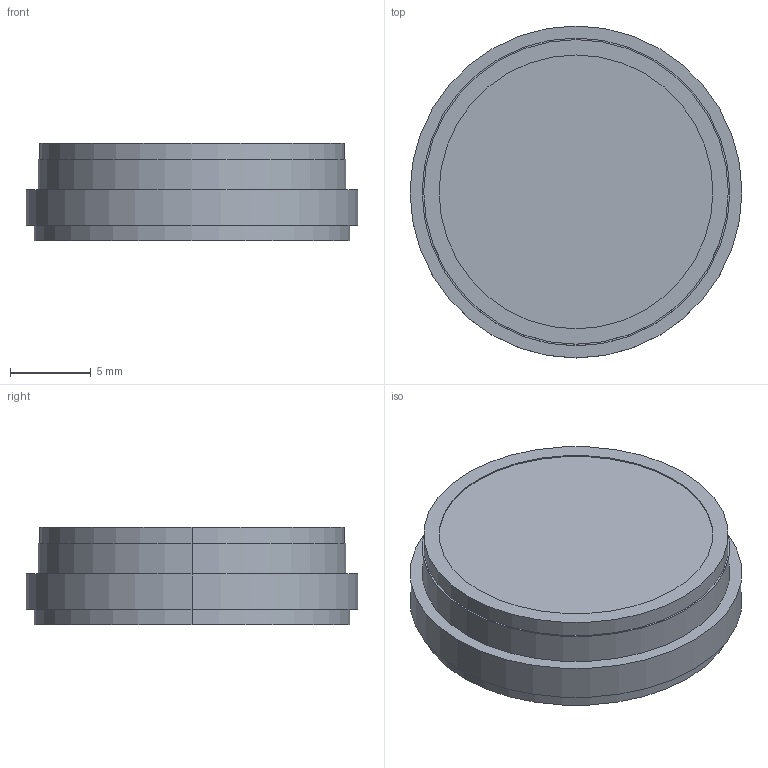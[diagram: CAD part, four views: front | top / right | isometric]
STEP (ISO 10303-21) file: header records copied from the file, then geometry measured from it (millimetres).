
FILE_DESCRIPTION((''),'2;1');
FILE_NAME('CAD-8484_SW0001','2022-07-01T07:08:21',('creinig-se'),(''),'CREO PARAMETRIC BY PTC INC, 2019292','CREO PARAMETRIC BY PTC INC, 2019292','');
FILE_SCHEMA(('CONFIG_CONTROL_DESIGN','SHAPE_APPEARANCE_LAYERS_GROUPS'));
Length unit declared in the file: millimetre
Products named in the file (1): CAD-8484_SW0001
Bounding box: 20.6 x 20.6 x 6.05 mm (x, y, z)
Volume: 1827.8 mm3; surface area: 1044.8 mm2
Topology: 1 solids, 1 shells, 16 faces, 33 edges, 26 vertices
Faces by surface type: cylinder 10, plane 6
Entity records: 626 total; most frequent: DIRECTION 87, CARTESIAN_POINT 70, ORIENTED_EDGE 60, AXIS2_PLACEMENT_3D 37, COLOUR_RGB 36, EDGE_CURVE 30, VERTEX_POINT 20, EDGE_LOOP 20
